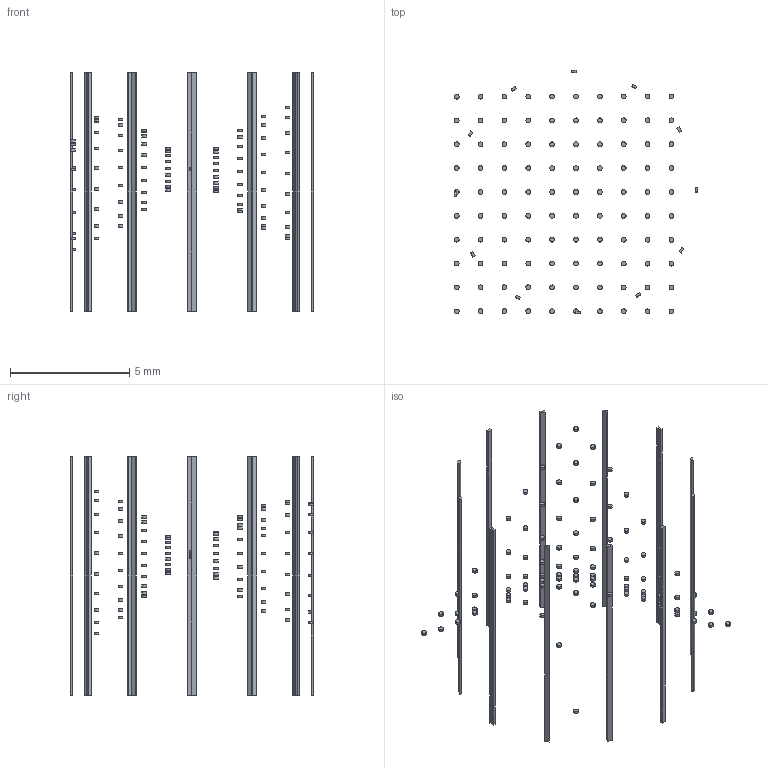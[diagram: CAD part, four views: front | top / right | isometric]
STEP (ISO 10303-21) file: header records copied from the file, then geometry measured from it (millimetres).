
FILE_DESCRIPTION(('Open CASCADE Model'),'2;1');
FILE_NAME('Open CASCADE Shape Model','2024-05-27T12:32:18',('Author'),( 'Open CASCADE'),'Open CASCADE STEP processor 7.7','Open CASCADE 7.7' ,'Unknown');
FILE_SCHEMA(('AUTOMOTIVE_DESIGN { 1 0 10303 214 1 1 1 1 }'));
Length unit declared in the file: millimetre
Products named in the file (111): Open CASCADE STEP translator 7.7 68; Open CASCADE STEP translator 7.7 68.1; Open CASCADE STEP translator 7.7 68.2; Open CASCADE STEP translator 7.7 68.3; Open CASCADE STEP translator 7.7 68.4; Open CASCADE STEP translator 7.7 68.5; Open CASCADE STEP translator 7.7 68.6; Open CASCADE STEP translator 7.7 68.7; Open CASCADE STEP translator 7.7 68.8; Open CASCADE STEP translator 7.7 68.9; Open CASCADE STEP translator 7.7 68.10; Open CASCADE STEP translator 7.7 68.11; Open CASCADE STEP translator 7.7 68.12; Open CASCADE STEP translator 7.7 68.13; Open CASCADE STEP translator 7.7 68.14; Open CASCADE STEP translator 7.7 68.15; Open CASCADE STEP translator 7.7 68.16; Open CASCADE STEP translator 7.7 68.17; Open CASCADE STEP translator 7.7 68.18; Open CASCADE STEP translator 7.7 68.19; Open CASCADE STEP translator 7.7 68.20; Open CASCADE STEP translator 7.7 68.21; Open CASCADE STEP translator 7.7 68.22; Open CASCADE STEP translator 7.7 68.23; Open CASCADE STEP translator 7.7 68.24; Open CASCADE STEP translator 7.7 68.25; Open CASCADE STEP translator 7.7 68.26; Open CASCADE STEP translator 7.7 68.27; Open CASCADE STEP translator 7.7 68.28; Open CASCADE STEP translator 7.7 68.29; Open CASCADE STEP translator 7.7 68.30; Open CASCADE STEP translator 7.7 68.31; Open CASCADE STEP translator 7.7 68.32; Open CASCADE STEP translator 7.7 68.33; Open CASCADE STEP translator 7.7 68.34; Open CASCADE STEP translator 7.7 68.35; Open CASCADE STEP translator 7.7 68.36; Open CASCADE STEP translator 7.7 68.37; Open CASCADE STEP translator 7.7 68.38; Open CASCADE STEP translator 7.7 68.39 ...
Assembly tree (110 placements, depth 2):
  Open CASCADE STEP translator 7.7 68
    Open CASCADE STEP translator 7.7 68.1
    Open CASCADE STEP translator 7.7 68.2
    Open CASCADE STEP translator 7.7 68.3
    Open CASCADE STEP translator 7.7 68.4
    Open CASCADE STEP translator 7.7 68.5
    Open CASCADE STEP translator 7.7 68.6
    Open CASCADE STEP translator 7.7 68.7
    Open CASCADE STEP translator 7.7 68.8
    Open CASCADE STEP translator 7.7 68.9
    Open CASCADE STEP translator 7.7 68.10
    Open CASCADE STEP translator 7.7 68.11
    Open CASCADE STEP translator 7.7 68.12
    Open CASCADE STEP translator 7.7 68.13
    Open CASCADE STEP translator 7.7 68.14
    Open CASCADE STEP translator 7.7 68.15
    Open CASCADE STEP translator 7.7 68.16
    Open CASCADE STEP translator 7.7 68.17
    Open CASCADE STEP translator 7.7 68.18
    Open CASCADE STEP translator 7.7 68.19
    Open CASCADE STEP translator 7.7 68.20
    Open CASCADE STEP translator 7.7 68.21
    Open CASCADE STEP translator 7.7 68.22
    Open CASCADE STEP translator 7.7 68.23
    Open CASCADE STEP translator 7.7 68.24
    Open CASCADE STEP translator 7.7 68.25
    Open CASCADE STEP translator 7.7 68.26
    Open CASCADE STEP translator 7.7 68.27
    Open CASCADE STEP translator 7.7 68.28
    Open CASCADE STEP translator 7.7 68.29
    Open CASCADE STEP translator 7.7 68.30
    Open CASCADE STEP translator 7.7 68.31
    Open CASCADE STEP translator 7.7 68.32
    Open CASCADE STEP translator 7.7 68.33
    Open CASCADE STEP translator 7.7 68.34
    Open CASCADE STEP translator 7.7 68.35
    Open CASCADE STEP translator 7.7 68.36
    Open CASCADE STEP translator 7.7 68.37
    Open CASCADE STEP translator 7.7 68.38
    Open CASCADE STEP translator 7.7 68.39
    Open CASCADE STEP translator 7.7 68.40
    Open CASCADE STEP translator 7.7 68.41
    Open CASCADE STEP translator 7.7 68.42
    Open CASCADE STEP translator 7.7 68.43
    Open CASCADE STEP translator 7.7 68.44
    Open CASCADE STEP translator 7.7 68.45
    Open CASCADE STEP translator 7.7 68.46
    Open CASCADE STEP translator 7.7 68.47
    Open CASCADE STEP translator 7.7 68.48
    Open CASCADE STEP translator 7.7 68.49
    Open CASCADE STEP translator 7.7 68.50
    Open CASCADE STEP translator 7.7 68.51
    Open CASCADE STEP translator 7.7 68.52
    Open CASCADE STEP translator 7.7 68.53
    Open CASCADE STEP translator 7.7 68.54
    Open CASCADE STEP translator 7.7 68.55
    Open CASCADE STEP translator 7.7 68.56
    Open CASCADE STEP translator 7.7 68.57
    Open CASCADE STEP translator 7.7 68.58
    Open CASCADE STEP translator 7.7 68.59
Bounding box: 10.2 x 10.2 x 10 mm (x, y, z)
Volume: 2.7 mm3; surface area: 84.9 mm2
Topology: 110 solids, 110 shells, 374 faces, 458 edges, 304 vertices
Faces by surface type: plane 274, cylinder 100
Full cylindrical faces by diameter (mm): 0.2 x98
Entity records: 15157 total; most frequent: DIRECTION 2525, CARTESIAN_POINT 2182, LINE 955, VECTOR 955, ORIENTED_EDGE 916, PCURVE 916, DEFINITIONAL_REPRESENTATION 916, AXIS2_PLACEMENT_3D 685
